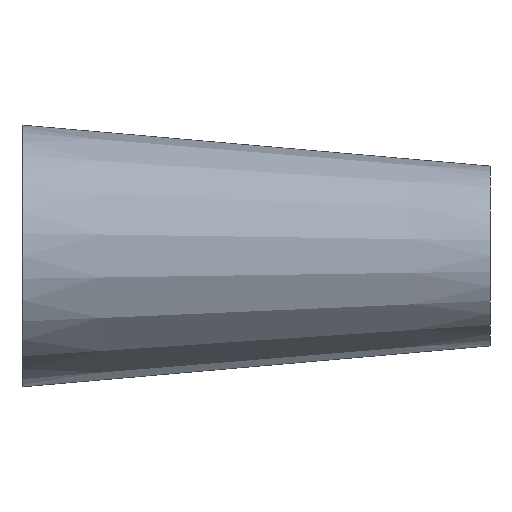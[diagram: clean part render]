
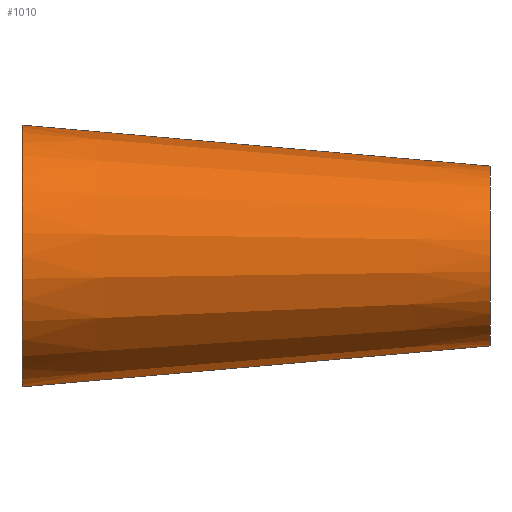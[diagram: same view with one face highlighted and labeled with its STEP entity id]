
A CAD part, left-side view. The second image highlights one B-rep face of the part: STEP entity #1010.
In plain terms, the highlighted conical face has half-angle 5 degrees and reference radius 192.511 mm.
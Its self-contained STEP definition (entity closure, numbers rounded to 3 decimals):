
#14 = CARTESIAN_POINT ( 'NONE',  ( 0., 0., -192.511 ) ) ;
#62 = CARTESIAN_POINT ( 'NONE',  ( 0., 1000., -280. ) ) ;
#78 = DIRECTION ( 'NONE',  ( 0., -1., 0. ) ) ;
#91 = CARTESIAN_POINT ( 'NONE',  ( 0., 0., -192.511 ) ) ;
#103 = AXIS2_PLACEMENT_3D ( 'NONE', #910, #119, #828 ) ;
#119 = DIRECTION ( 'NONE',  ( 0., 1., 0. ) ) ;
#168 = EDGE_CURVE ( 'NONE', #1024, #1120, #924, .T. ) ;
#181 = AXIS2_PLACEMENT_3D ( 'NONE', #868, #78, #951 ) ;
#284 = AXIS2_PLACEMENT_3D ( 'NONE', #779, #1126, #356 ) ;
#287 = EDGE_CURVE ( 'NONE', #1125, #1024, #640, .T. ) ;
#356 = DIRECTION ( 'NONE',  ( 0., 0., -1. ) ) ;
#410 = ORIENTED_EDGE ( 'NONE', *, *, #442, .F. ) ;
#442 = EDGE_CURVE ( 'NONE', #1125, #751, #670, .T. ) ;
#460 = LINE ( 'NONE', #91, #841 ) ;
#475 = ORIENTED_EDGE ( 'NONE', *, *, #627, .F. ) ;
#518 = ORIENTED_EDGE ( 'NONE', *, *, #287, .T. ) ;
#532 = DIRECTION ( 'NONE',  ( 0., 0.996, -0.087 ) ) ;
#542 = FACE_OUTER_BOUND ( 'NONE', #663, .T. ) ;
#627 = EDGE_CURVE ( 'NONE', #751, #1120, #460, .T. ) ;
#640 = LINE ( 'NONE', #720, #906 ) ;
#663 = EDGE_LOOP ( 'NONE', ( #475, #410, #518, #1026 ) ) ;
#670 = CIRCLE ( 'NONE', #181, 192.511 ) ;
#720 = CARTESIAN_POINT ( 'NONE',  ( 0., 0., 192.511 ) ) ;
#751 = VERTEX_POINT ( 'NONE', #14 ) ;
#779 = CARTESIAN_POINT ( 'NONE',  ( 0., 1000., 0. ) ) ;
#828 = DIRECTION ( 'NONE',  ( 0., 0., 1. ) ) ;
#841 = VECTOR ( 'NONE', #532, 1000. ) ;
#850 = CARTESIAN_POINT ( 'NONE',  ( 0., 0., 192.511 ) ) ;
#862 = CONICAL_SURFACE ( 'NONE', #103, 192.511, 0.087 ) ;
#868 = CARTESIAN_POINT ( 'NONE',  ( 0., 0., 0. ) ) ;
#906 = VECTOR ( 'NONE', #1066, 1000. ) ;
#910 = CARTESIAN_POINT ( 'NONE',  ( 0., 0., 0. ) ) ;
#924 = CIRCLE ( 'NONE', #284, 280. ) ;
#951 = DIRECTION ( 'NONE',  ( 0., 0., -1. ) ) ;
#993 = CARTESIAN_POINT ( 'NONE',  ( 0., 1000., 280. ) ) ;
#1010 = ADVANCED_FACE ( 'NONE', ( #542 ), #862, .T. ) ;
#1024 = VERTEX_POINT ( 'NONE', #993 ) ;
#1026 = ORIENTED_EDGE ( 'NONE', *, *, #168, .T. ) ;
#1066 = DIRECTION ( 'NONE',  ( 0., 0.996, 0.087 ) ) ;
#1120 = VERTEX_POINT ( 'NONE', #62 ) ;
#1125 = VERTEX_POINT ( 'NONE', #850 ) ;
#1126 = DIRECTION ( 'NONE',  ( 0., -1., 0. ) ) ;
